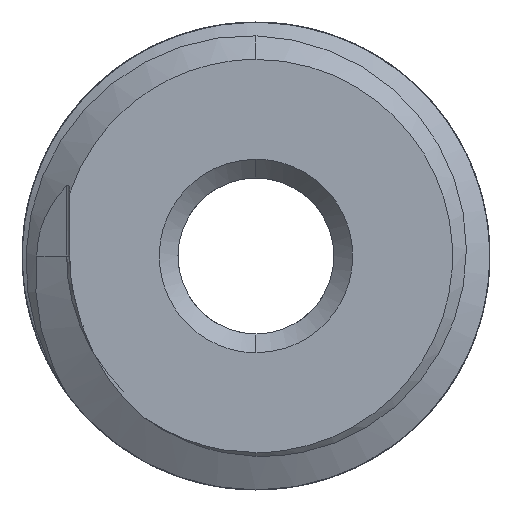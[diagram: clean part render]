
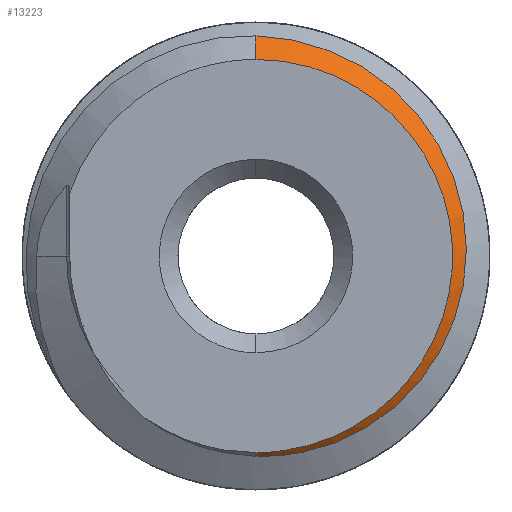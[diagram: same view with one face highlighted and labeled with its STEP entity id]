
A CAD part, front view. The second image highlights one B-rep face of the part: STEP entity #13223.
In plain terms, the highlighted conical face has half-angle 45 degrees and reference radius 7.5 mm.
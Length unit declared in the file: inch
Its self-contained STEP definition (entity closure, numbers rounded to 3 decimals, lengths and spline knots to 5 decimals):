
#236 = DIRECTION ( 'NONE',  ( 0., 0.707, -0.707 ) ) ;
#611 = DIRECTION ( 'NONE',  ( 0., 0., 1. ) ) ;
#630 = CARTESIAN_POINT ( 'NONE',  ( 0.12491, 0., -0.21673 ) ) ;
#745 = LINE ( 'NONE', #1765, #23491 ) ;
#1388 = CARTESIAN_POINT ( 'NONE',  ( 0.19833, 0.02325, 0.18536 ) ) ;
#1518 = CARTESIAN_POINT ( 'NONE',  ( 0.2493, 0.0147, -0.08473 ) ) ;
#1648 = CARTESIAN_POINT ( 'NONE',  ( 0.03347, 0.0059, -0.25222 ) ) ;
#1765 = CARTESIAN_POINT ( 'NONE',  ( 0., 0.04724, 0.29528 ) ) ;
#1811 = ORIENTED_EDGE ( 'NONE', *, *, #12375, .F. ) ;
#3488 = CARTESIAN_POINT ( 'NONE',  ( 0.12491, 0., 0.21673 ) ) ;
#3607 = CARTESIAN_POINT ( 'NONE',  ( 0.03247, 0., -0.24803 ) ) ;
#4384 = CARTESIAN_POINT ( 'NONE',  ( 0.21482, 0.02249, 0.16468 ) ) ;
#4516 = CARTESIAN_POINT ( 'NONE',  ( 0.22647, 0.0131, -0.13119 ) ) ;
#4634 = CARTESIAN_POINT ( 'NONE',  ( 0., 0.00482, -0.25285 ) ) ;
#5660 = ORIENTED_EDGE ( 'NONE', *, *, #36471, .F. ) ;
#5990 = ORIENTED_EDGE ( 'NONE', *, *, #29515, .T. ) ;
#6458 = CARTESIAN_POINT ( 'NONE',  ( 0.19834, 0., 0.15243 ) ) ;
#7362 = CARTESIAN_POINT ( 'NONE',  ( 0.23372, 0.02151, 0.13531 ) ) ;
#7485 = CARTESIAN_POINT ( 'NONE',  ( 0.20655, 0.01212, -0.15836 ) ) ;
#7615 = VERTEX_POINT ( 'NONE', #14554 ) ;
#9454 = CARTESIAN_POINT ( 'NONE',  ( 0.24158, 0., 0.06492 ) ) ;
#10213 = CARTESIAN_POINT ( 'NONE',  ( 0.03656, 0.02871, 0.27495 ) ) ;
#10339 = CARTESIAN_POINT ( 'NONE',  ( 0.25426, 0.01991, 0.08635 ) ) ;
#10475 = CARTESIAN_POINT ( 'NONE',  ( 0.18957, 0.01136, -0.1772 ) ) ;
#11062 = VERTEX_POINT ( 'NONE', #33413 ) ;
#12375 = EDGE_CURVE ( 'NONE', #24171, #11062, #745, .T. ) ;
#12414 = CARTESIAN_POINT ( 'NONE',  ( 0.24803, 0., -0.03247 ) ) ;
#12767 = B_SPLINE_CURVE_WITH_KNOTS ( 'NONE', 3,
 ( #36032, #15273, #21257, #3488, #24232, #6458, #27212, #9454, #30173, #12414, #33169, #15410, #36153, #18398, #630, #21393, #3607, #24365 ),
 .UNSPECIFIED., .F., .F.,
 ( 4, 2, 2, 2, 2, 2, 2, 2, 4 ),
 ( 0., 0.125, 0.25, 0.375, 0.5, 0.625, 0.75, 0.875, 1. ),
 .UNSPECIFIED. ) ;
#13180 = CARTESIAN_POINT ( 'NONE',  ( 0.08859, 0.02721, 0.26119 ) ) ;
#13223 = ADVANCED_FACE ( 'NONE', ( #30371 ), #33625, .T. ) ;
#13308 = CARTESIAN_POINT ( 'NONE',  ( 0.26471, 0.0183, 0.03453 ) ) ;
#13434 = CARTESIAN_POINT ( 'NONE',  ( 0.15743, 0.01003, -0.20518 ) ) ;
#14396 = CARTESIAN_POINT ( 'NONE',  ( 0., 0.00482, -0.25285 ) ) ;
#14554 = CARTESIAN_POINT ( 'NONE',  ( 0., 0., -0.24803 ) ) ;
#15273 = CARTESIAN_POINT ( 'NONE',  ( 0.03247, 0., 0.24803 ) ) ;
#15410 = CARTESIAN_POINT ( 'NONE',  ( 0.21673, 0., -0.12491 ) ) ;
#15924 = VERTEX_POINT ( 'NONE', #14396 ) ;
#16037 = CARTESIAN_POINT ( 'NONE',  ( 0.01833, 0.02925, 0.2773 ) ) ;
#16167 = CARTESIAN_POINT ( 'NONE',  ( 0.13698, 0.02566, 0.23759 ) ) ;
#16291 = CARTESIAN_POINT ( 'NONE',  ( 0.26482, 0.01682, -0.01708 ) ) ;
#16429 = CARTESIAN_POINT ( 'NONE',  ( 0.11335, 0.00841, -0.23069 ) ) ;
#17156 = VECTOR ( 'NONE', #236, 39.37008 ) ;
#17630 = B_SPLINE_CURVE_WITH_KNOTS ( 'NONE', 3,
 ( #24879, #16037, #10213, #30941, #13180, #33936, #16167, #36915, #19174, #1388, #22149, #4384, #25138, #7362, #28100, #10339, #31072, #13308, #34070, #16291, #37044, #19306, #1518, #22278, #4516, #25264, #7485, #28223, #10475, #31206, #13434, #34189, #16429, #37182, #19430, #1648, #22411, #4634 ),
 .UNSPECIFIED., .F., .F.,
 ( 4, 2, 2, 2, 2, 2, 2, 2, 2, 2, 2, 2, 2, 2, 2, 2, 2, 2, 4 ),
 ( 0., 0.0625, 0.125, 0.1875, 0.25, 0.28125, 0.3125, 0.375, 0.4375, 0.5, 0.5625, 0.625, 0.6875, 0.71875, 0.75, 0.8125, 0.875, 0.9375, 1. ),
 .UNSPECIFIED. ) ;
#18398 = CARTESIAN_POINT ( 'NONE',  ( 0.15243, 0., -0.19834 ) ) ;
#19174 = CARTESIAN_POINT ( 'NONE',  ( 0.18001, 0.02404, 0.20482 ) ) ;
#19306 = CARTESIAN_POINT ( 'NONE',  ( 0.25487, 0.01524, -0.06816 ) ) ;
#19430 = CARTESIAN_POINT ( 'NONE',  ( 0.06629, 0.00693, -0.24672 ) ) ;
#20993 = CARTESIAN_POINT ( 'NONE',  ( 0., 0.04724, -0.29528 ) ) ;
#21239 = CARTESIAN_POINT ( 'NONE',  ( 0., 0.04724, 0. ) ) ;
#21257 = CARTESIAN_POINT ( 'NONE',  ( 0.06492, 0., 0.24158 ) ) ;
#21393 = CARTESIAN_POINT ( 'NONE',  ( 0.06492, 0., -0.24158 ) ) ;
#22149 = CARTESIAN_POINT ( 'NONE',  ( 0.20408, 0.02299, 0.17861 ) ) ;
#22278 = CARTESIAN_POINT ( 'NONE',  ( 0.23509, 0.01362, -0.11625 ) ) ;
#22411 = CARTESIAN_POINT ( 'NONE',  ( 0.01669, 0.00536, -0.25337 ) ) ;
#22527 = DIRECTION ( 'NONE',  ( 0., 0.707, 0.707 ) ) ;
#22806 = EDGE_CURVE ( 'NONE', #7615, #15924, #32935, .T. ) ;
#23171 = ORIENTED_EDGE ( 'NONE', *, *, #22806, .T. ) ;
#23491 = VECTOR ( 'NONE', #22527, 39.37008 ) ;
#24171 = VERTEX_POINT ( 'NONE', #34379 ) ;
#24209 = DIRECTION ( 'NONE',  ( 0., 1., 0. ) ) ;
#24232 = CARTESIAN_POINT ( 'NONE',  ( 0.15243, 0., 0.19834 ) ) ;
#24365 = CARTESIAN_POINT ( 'NONE',  ( 0., 0., -0.24803 ) ) ;
#24879 = CARTESIAN_POINT ( 'NONE',  ( 0., 0.02979, 0.27782 ) ) ;
#25138 = CARTESIAN_POINT ( 'NONE',  ( 0.21979, 0.02225, 0.15754 ) ) ;
#25264 = CARTESIAN_POINT ( 'NONE',  ( 0.21174, 0.01236, -0.1518 ) ) ;
#25514 = AXIS2_PLACEMENT_3D ( 'NONE', #21239, #24209, #611 ) ;
#27212 = CARTESIAN_POINT ( 'NONE',  ( 0.21673, 0., 0.12491 ) ) ;
#28100 = CARTESIAN_POINT ( 'NONE',  ( 0.24166, 0.02099, 0.11942 ) ) ;
#28223 = CARTESIAN_POINT ( 'NONE',  ( 0.19545, 0.01162, -0.17108 ) ) ;
#29515 = EDGE_CURVE ( 'NONE', #24171, #7615, #12767, .T. ) ;
#30173 = CARTESIAN_POINT ( 'NONE',  ( 0.24803, 0., 0.03247 ) ) ;
#30371 = FACE_OUTER_BOUND ( 'NONE', #36103, .T. ) ;
#30941 = CARTESIAN_POINT ( 'NONE',  ( 0.07177, 0.02768, 0.26685 ) ) ;
#31072 = CARTESIAN_POINT ( 'NONE',  ( 0.25891, 0.01937, 0.06917 ) ) ;
#31206 = CARTESIAN_POINT ( 'NONE',  ( 0.17101, 0.01057, -0.19469 ) ) ;
#32935 = LINE ( 'NONE', #20993, #17156 ) ;
#33169 = CARTESIAN_POINT ( 'NONE',  ( 0.24158, 0., -0.06492 ) ) ;
#33413 = CARTESIAN_POINT ( 'NONE',  ( 0., 0.02979, 0.27782 ) ) ;
#33625 = CONICAL_SURFACE ( 'NONE', #25514, 0.29528, 0.785 ) ;
#33936 = CARTESIAN_POINT ( 'NONE',  ( 0.12123, 0.0262, 0.24657 ) ) ;
#34070 = CARTESIAN_POINT ( 'NONE',  ( 0.26586, 0.01779, 0.01708 ) ) ;
#34189 = CARTESIAN_POINT ( 'NONE',  ( 0.12859, 0.00895, -0.22318 ) ) ;
#34379 = CARTESIAN_POINT ( 'NONE',  ( 0., 0., 0.24803 ) ) ;
#36032 = CARTESIAN_POINT ( 'NONE',  ( 0., 0., 0.24803 ) ) ;
#36103 = EDGE_LOOP ( 'NONE', ( #5990, #23171, #5660, #1811 ) ) ;
#36153 = CARTESIAN_POINT ( 'NONE',  ( 0.19834, 0., -0.15243 ) ) ;
#36471 = EDGE_CURVE ( 'NONE', #11062, #15924, #17630, .T. ) ;
#36915 = CARTESIAN_POINT ( 'NONE',  ( 0.16637, 0.02458, 0.21672 ) ) ;
#37044 = CARTESIAN_POINT ( 'NONE',  ( 0.26263, 0.01631, -0.03433 ) ) ;
#37182 = CARTESIAN_POINT ( 'NONE',  ( 0.08216, 0.0074, -0.24245 ) ) ;
